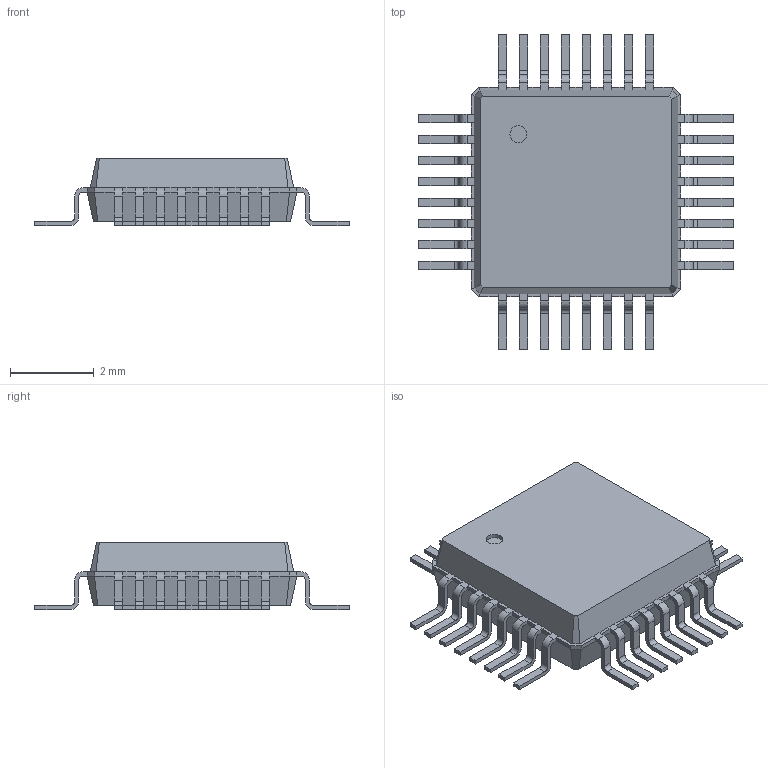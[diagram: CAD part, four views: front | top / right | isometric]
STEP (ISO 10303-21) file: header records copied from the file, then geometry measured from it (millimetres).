
FILE_DESCRIPTION(/* description */ ('model of LQFP-32-1EP_5x5mm_P0.5mm_EP3.45x3.45mm_EP3.45x3.45mm'),/* implementation_level */ '2;1');
FILE_NAME(/* name */ 'LQFP-32-1EP_5x5mm_P0.5mm_EP3.45x3.45mm_EP3.45x3.45mm.step',/* time_stamp */ '2018-11-04T14:39:44',/* author */ ('kicad StepUp','ksu'),/* organization */ ('FreeCAD'),/* preprocessor_version */ 'OCC',/* originating_system */ 'kicad StepUp',/* authorisation */ '');
FILE_SCHEMA(('AUTOMOTIVE_DESIGN { 1 0 10303 214 1 1 1 1 }'));
Length unit declared in the file: millimetre
Products named in the file (1): LQFP_32_1EP_5x5mm_P05mm_EP345x345mm_EP345x345mm
Bounding box: 7.5 x 7.5 x 1.6 mm (x, y, z)
Volume: 36.8 mm3; surface area: 111.6 mm2
Topology: 1 solids, 1 shells, 521 faces, 1399 edges, 882 vertices
Faces by surface type: plane 336, cylinder 129, bspline 56
Full cylindrical faces by diameter (mm): 0.4 x1
Entity records: 10337 total; most frequent: ORIENTED_EDGE 2400, EDGE_CURVE 1399, CARTESIAN_POINT 1205, LINE 885, VERTEX_POINT 882, AXIS2_PLACEMENT_3D 627, FACE_BOUND 523, EDGE_LOOP 523
